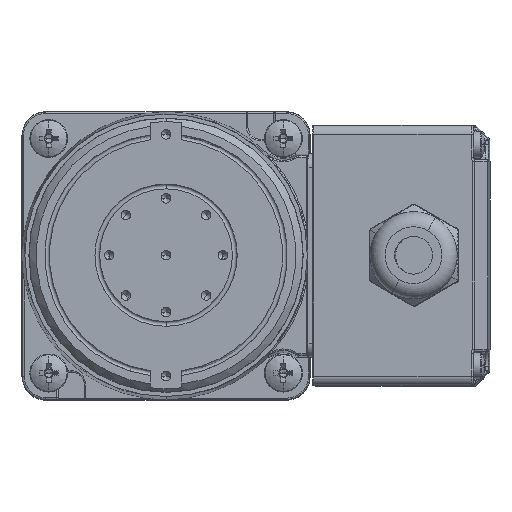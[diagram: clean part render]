
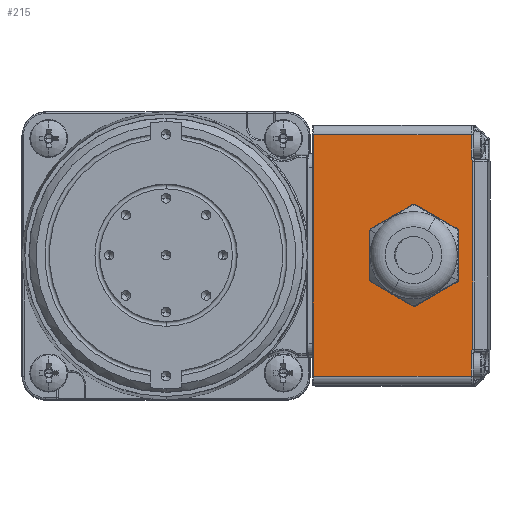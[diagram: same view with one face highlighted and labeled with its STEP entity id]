
A CAD part, top view. The second image highlights one B-rep face of the part: STEP entity #215.
In plain terms, the highlighted face is planar.
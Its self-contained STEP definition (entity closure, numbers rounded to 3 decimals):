
#71 = CARTESIAN_POINT ( 'NONE',  ( -19.835, 51.113, 74.321 ) ) ;
#156 = CARTESIAN_POINT ( 'NONE',  ( -20.339, 51.111, 74.083 ) ) ;
#179 = CARTESIAN_POINT ( 'NONE',  ( -25.5, 51.11, 74.029 ) ) ;
#209 = VERTEX_POINT ( 'NONE', #71 ) ;
#215 = ADVANCED_FACE ( 'NONE', ( #39313, #24492 ), #11871, .T. ) ;
#356 = CARTESIAN_POINT ( 'NONE',  ( 25.5, 51.11, 74.029 ) ) ;
#452 = VERTEX_POINT ( 'NONE', #11431 ) ;
#2223 = AXIS2_PLACEMENT_3D ( 'NONE', #36713, #24087, #25279 ) ;
#2444 = ORIENTED_EDGE ( 'NONE', *, *, #4175, .F. ) ;
#2756 = VERTEX_POINT ( 'NONE', #3743 ) ;
#2945 = CARTESIAN_POINT ( 'NONE',  ( -19.835, 51.113, 74.321 ) ) ;
#3145 = CARTESIAN_POINT ( 'NONE',  ( -19.918, 51.112, 74.281 ) ) ;
#3555 = LINE ( 'NONE', #179, #38065 ) ;
#3743 = CARTESIAN_POINT ( 'NONE',  ( -20.701, 51.11, 74.029 ) ) ;
#3765 = EDGE_CURVE ( 'NONE', #452, #32202, #3555, .T. ) ;
#3909 =( BOUNDED_CURVE ( )  B_SPLINE_CURVE ( 3, ( #33596, #2945, #39195, #5529, #11757, #36793, #21171, #27581, #18155, #3145, #12351, #24571, #39388, #27373, #17752, #11950, #36599, #24177, #156, #9155, #6330, #9350, #36391, #33399 ),
 .UNSPECIFIED., .F., .F. ) 
 B_SPLINE_CURVE_WITH_KNOTS ( ( 4, 1, 1, 1, 1, 1, 1, 1, 1, 1, 1, 1, 1, 1, 1, 1, 1, 1, 1, 1, 1, 4 ),
 ( 0., 0., 0.03, 0.059, 0.087, 0.114, 0.143, 0.172, 0.204, 0.238, 0.275, 0.316, 0.36, 0.408, 0.462, 0.521, 0.588, 0.661, 0.743, 0.833, 0.932, 1. ),
 .UNSPECIFIED. ) 
 CURVE ( )  GEOMETRIC_REPRESENTATION_ITEM ( )  RATIONAL_B_SPLINE_CURVE ( ( 1.172, 1.172, 1.172, 1.172, 1.172, 1.172, 1.172, 1.172, 1.172, 1.172, 1.172, 1.172, 1.172, 1.172, 1.172, 1.172, 1.172, 1.172, 1.172, 1.172, 1.172, 1.172, 1.172, 1.172 ) ) 
 REPRESENTATION_ITEM ( '' )  );
#4175 = EDGE_CURVE ( 'NONE', #32202, #27697, #24946, .T. ) ;
#5096 = LINE ( 'NONE', #10543, #30406 ) ;
#5109 = EDGE_CURVE ( 'NONE', #209, #2756, #3909, .T. ) ;
#5391 = CARTESIAN_POINT ( 'NONE',  ( 20.107, 51.11, 74.175 ) ) ;
#5529 = CARTESIAN_POINT ( 'NONE',  ( -19.835, 51.113, 74.321 ) ) ;
#5755 = ORIENTED_EDGE ( 'NONE', *, *, #33584, .F. ) ;
#6115 = CARTESIAN_POINT ( 'NONE',  ( 20.701, 51.11, 74.029 ) ) ;
#6330 = CARTESIAN_POINT ( 'NONE',  ( -20.521, 51.11, 74.041 ) ) ;
#6350 = AXIS2_PLACEMENT_3D ( 'NONE', #39196, #27374, #8745 ) ;
#6687 = EDGE_CURVE ( 'NONE', #24378, #23016, #7073, .T. ) ;
#7073 = B_SPLINE_CURVE_WITH_KNOTS ( 'NONE', 3,
 ( #23445, #29464, #11617, #17429, #23843, #11224, #5391, #24037, #39061, #35862 ),
 .UNSPECIFIED., .F., .F.,
 ( 4, 2, 2, 2, 4 ),
 ( 0., 0.25, 0.5, 0.75, 1. ),
 .UNSPECIFIED. ) ;
#7136 = VECTOR ( 'NONE', #23828, 1000. ) ;
#7742 = AXIS2_PLACEMENT_3D ( 'NONE', #23188, #37623, #10183 ) ;
#8745 = DIRECTION ( 'NONE',  ( 0., -0.008, -1. ) ) ;
#9155 = CARTESIAN_POINT ( 'NONE',  ( -20.425, 51.111, 74.06 ) ) ;
#9350 = CARTESIAN_POINT ( 'NONE',  ( -20.614, 51.11, 74.031 ) ) ;
#10183 = DIRECTION ( 'NONE',  ( 0., 0.008, 1. ) ) ;
#10373 = VERTEX_POINT ( 'NONE', #21038 ) ;
#10543 = CARTESIAN_POINT ( 'NONE',  ( 19.835, 51.113, 74.321 ) ) ;
#10804 = CARTESIAN_POINT ( 'NONE',  ( 25.5, 50.837, 40.73 ) ) ;
#11224 = CARTESIAN_POINT ( 'NONE',  ( 20.177, 51.11, 74.142 ) ) ;
#11312 = DIRECTION ( 'NONE',  ( -1., 0., 0. ) ) ;
#11431 = CARTESIAN_POINT ( 'NONE',  ( -25.5, 51.11, 74.029 ) ) ;
#11605 = CARTESIAN_POINT ( 'NONE',  ( -20.701, 51.11, 74.029 ) ) ;
#11617 = CARTESIAN_POINT ( 'NONE',  ( 20.543, 51.109, 74.037 ) ) ;
#11757 = CARTESIAN_POINT ( 'NONE',  ( -19.838, 51.113, 74.321 ) ) ;
#11822 = EDGE_CURVE ( 'NONE', #21223, #30044, #23632, .T. ) ;
#11871 = PLANE ( 'NONE',  #2223 ) ;
#11950 = CARTESIAN_POINT ( 'NONE',  ( -20.141, 51.111, 74.16 ) ) ;
#12064 = VECTOR ( 'NONE', #15399, 1000. ) ;
#12351 = CARTESIAN_POINT ( 'NONE',  ( -19.944, 51.112, 74.266 ) ) ;
#12373 = DIRECTION ( 'NONE',  ( 0., -0.008, -1. ) ) ;
#12662 = ORIENTED_EDGE ( 'NONE', *, *, #5109, .F. ) ;
#13744 = ORIENTED_EDGE ( 'NONE', *, *, #22938, .T. ) ;
#15399 = DIRECTION ( 'NONE',  ( 0., -0.008, -1. ) ) ;
#15782 = CARTESIAN_POINT ( 'NONE',  ( 19.835, 51.113, 74.321 ) ) ;
#17429 = CARTESIAN_POINT ( 'NONE',  ( 20.392, 51.109, 74.064 ) ) ;
#17752 = CARTESIAN_POINT ( 'NONE',  ( -20.091, 51.112, 74.184 ) ) ;
#18155 = CARTESIAN_POINT ( 'NONE',  ( -19.895, 51.112, 74.294 ) ) ;
#18400 = EDGE_LOOP ( 'NONE', ( #13744, #2444, #21268, #39451, #12662, #5755, #25911, #31285 ) ) ;
#18592 = CARTESIAN_POINT ( 'NONE',  ( 25.5, 51.11, 74.029 ) ) ;
#20244 = EDGE_CURVE ( 'NONE', #10373, #24378, #24977, .T. ) ;
#21038 = CARTESIAN_POINT ( 'NONE',  ( 25.5, 51.11, 74.029 ) ) ;
#21171 = CARTESIAN_POINT ( 'NONE',  ( -19.859, 51.113, 74.313 ) ) ;
#21223 = VERTEX_POINT ( 'NONE', #36711 ) ;
#21268 = ORIENTED_EDGE ( 'NONE', *, *, #3765, .F. ) ;
#22484 = CIRCLE ( 'NONE', #7742, 8.25 ) ;
#22938 = EDGE_CURVE ( 'NONE', #10373, #27697, #36432, .T. ) ;
#23016 = VERTEX_POINT ( 'NONE', #15782 ) ;
#23056 = VECTOR ( 'NONE', #30597, 1000. ) ;
#23098 = CARTESIAN_POINT ( 'NONE',  ( -25.5, 50.837, 40.73 ) ) ;
#23188 = CARTESIAN_POINT ( 'NONE',  ( 0., 51.012, 62.029 ) ) ;
#23445 = CARTESIAN_POINT ( 'NONE',  ( 20.701, 51.11, 74.029 ) ) ;
#23632 = CIRCLE ( 'NONE', #6350, 8.25 ) ;
#23828 = DIRECTION ( 'NONE',  ( -1., 0., 0. ) ) ;
#23843 = CARTESIAN_POINT ( 'NONE',  ( 20.319, 51.109, 74.087 ) ) ;
#24037 = CARTESIAN_POINT ( 'NONE',  ( 19.971, 51.111, 74.249 ) ) ;
#24087 = DIRECTION ( 'NONE',  ( 0., 1., -0.008 ) ) ;
#24177 = CARTESIAN_POINT ( 'NONE',  ( -20.264, 51.111, 74.108 ) ) ;
#24378 = VERTEX_POINT ( 'NONE', #6115 ) ;
#24492 = FACE_BOUND ( 'NONE', #28228, .T. ) ;
#24571 = CARTESIAN_POINT ( 'NONE',  ( -19.974, 51.112, 74.249 ) ) ;
#24946 = LINE ( 'NONE', #31361, #30432 ) ;
#24977 = LINE ( 'NONE', #356, #23056 ) ;
#25279 = DIRECTION ( 'NONE',  ( -1., 0., 0. ) ) ;
#25911 = ORIENTED_EDGE ( 'NONE', *, *, #6687, .F. ) ;
#26831 = LINE ( 'NONE', #11605, #7136 ) ;
#27126 = ORIENTED_EDGE ( 'NONE', *, *, #11822, .F. ) ;
#27373 = CARTESIAN_POINT ( 'NONE',  ( -20.047, 51.112, 74.208 ) ) ;
#27374 = DIRECTION ( 'NONE',  ( 0., 1., -0.008 ) ) ;
#27581 = CARTESIAN_POINT ( 'NONE',  ( -19.875, 51.113, 74.305 ) ) ;
#27697 = VERTEX_POINT ( 'NONE', #10804 ) ;
#28228 = EDGE_LOOP ( 'NONE', ( #33903, #27126 ) ) ;
#29464 = CARTESIAN_POINT ( 'NONE',  ( 20.622, 51.109, 74.032 ) ) ;
#30044 = VERTEX_POINT ( 'NONE', #32839 ) ;
#30406 = VECTOR ( 'NONE', #11312, 1000. ) ;
#30426 = EDGE_CURVE ( 'NONE', #30044, #21223, #22484, .T. ) ;
#30432 = VECTOR ( 'NONE', #34947, 1000. ) ;
#30597 = DIRECTION ( 'NONE',  ( -1., 0., 0. ) ) ;
#31007 = EDGE_CURVE ( 'NONE', #2756, #452, #26831, .T. ) ;
#31285 = ORIENTED_EDGE ( 'NONE', *, *, #20244, .F. ) ;
#31361 = CARTESIAN_POINT ( 'NONE',  ( -25.5, 50.837, 40.73 ) ) ;
#32202 = VERTEX_POINT ( 'NONE', #23098 ) ;
#32839 = CARTESIAN_POINT ( 'NONE',  ( 0., 51.079, 70.279 ) ) ;
#33399 = CARTESIAN_POINT ( 'NONE',  ( -20.701, 51.11, 74.029 ) ) ;
#33584 = EDGE_CURVE ( 'NONE', #23016, #209, #5096, .T. ) ;
#33596 = CARTESIAN_POINT ( 'NONE',  ( -19.835, 51.113, 74.321 ) ) ;
#33903 = ORIENTED_EDGE ( 'NONE', *, *, #30426, .F. ) ;
#34947 = DIRECTION ( 'NONE',  ( 1., 0., 0. ) ) ;
#35862 = CARTESIAN_POINT ( 'NONE',  ( 19.835, 51.113, 74.321 ) ) ;
#36391 = CARTESIAN_POINT ( 'NONE',  ( -20.676, 51.11, 74.029 ) ) ;
#36432 = LINE ( 'NONE', #18592, #12064 ) ;
#36599 = CARTESIAN_POINT ( 'NONE',  ( -20.198, 51.111, 74.134 ) ) ;
#36711 = CARTESIAN_POINT ( 'NONE',  ( 0., 50.944, 53.779 ) ) ;
#36713 = CARTESIAN_POINT ( 'NONE',  ( 27.5, 50.835, 40.53 ) ) ;
#36793 = CARTESIAN_POINT ( 'NONE',  ( -19.847, 51.113, 74.318 ) ) ;
#37623 = DIRECTION ( 'NONE',  ( 0., 1., -0.008 ) ) ;
#38065 = VECTOR ( 'NONE', #12373, 1000. ) ;
#39061 = CARTESIAN_POINT ( 'NONE',  ( 19.905, 51.111, 74.292 ) ) ;
#39195 = CARTESIAN_POINT ( 'NONE',  ( -19.835, 51.113, 74.321 ) ) ;
#39196 = CARTESIAN_POINT ( 'NONE',  ( 0., 51.012, 62.029 ) ) ;
#39313 = FACE_OUTER_BOUND ( 'NONE', #18400, .T. ) ;
#39388 = CARTESIAN_POINT ( 'NONE',  ( -20.008, 51.112, 74.229 ) ) ;
#39451 = ORIENTED_EDGE ( 'NONE', *, *, #31007, .F. ) ;
